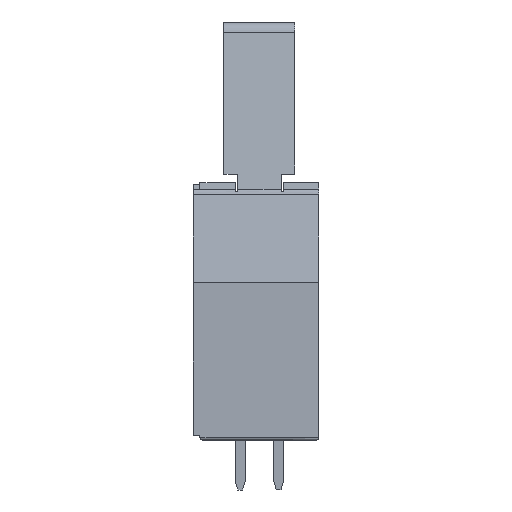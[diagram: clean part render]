
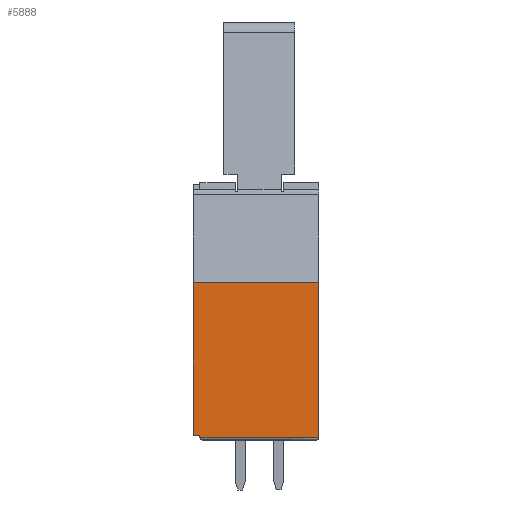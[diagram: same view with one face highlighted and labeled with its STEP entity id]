
A CAD part, left-side view. The second image highlights one B-rep face of the part: STEP entity #5888.
In plain terms, the highlighted planar face has unit normal (-1, 0, 0).
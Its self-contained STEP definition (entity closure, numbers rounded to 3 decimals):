
#5154=EDGE_CURVE('',#9808,#9174,#15380,.T.);
#5888=ADVANCED_FACE('',(#16181),#16182,.T.);
#6124=EDGE_CURVE('',#6614,#12134,#16441,.T.);
#6614=VERTEX_POINT('',#16974);
#9174=VERTEX_POINT('',#19830);
#9686=EDGE_CURVE('',#9808,#11776,#20385,.T.);
#9808=VERTEX_POINT('',#20520);
#10892=EDGE_CURVE('',#11776,#12722,#21756,.T.);
#11776=VERTEX_POINT('',#22720);
#12134=VERTEX_POINT('',#23110);
#12722=VERTEX_POINT('',#23754);
#13478=EDGE_CURVE('',#12722,#6614,#24576,.T.);
#15226=EDGE_CURVE('',#9174,#12134,#26477,.T.);
#15380=LINE('',#26647,#26648);
#16181=FACE_OUTER_BOUND('',#27825,.T.);
#16182=PLANE('',#27826);
#16441=LINE('',#28184,#28185);
#16974=CARTESIAN_POINT('',(-41.35,8.3,10.4));
#19830=CARTESIAN_POINT('',(-41.35,0.0,0.15));
#20385=LINE('',#33826,#33827);
#20520=CARTESIAN_POINT('',(-41.35,7.85,0.15));
#21756=LINE('',#35762,#35763);
#22720=CARTESIAN_POINT('',(-41.35,7.85,0.3));
#23110=CARTESIAN_POINT('',(-41.35,0.0,10.4));
#23754=CARTESIAN_POINT('',(-41.35,8.3,0.3));
#24576=LINE('',#39808,#39809);
#26477=LINE('',#42578,#42579);
#26647=CARTESIAN_POINT('',(-41.35,4.15,0.15));
#26648=VECTOR('',#42764,1.0);
#27825=EDGE_LOOP('',(#43607,#43608,#43609,#43610,#43611,#43612));
#27826=AXIS2_PLACEMENT_3D('',#43613,#43614,#43615);
#28184=CARTESIAN_POINT('',(-41.35,4.15,10.4));
#28185=VECTOR('',#43868,1.0);
#33826=CARTESIAN_POINT('',(-41.35,7.85,0.15));
#33827=VECTOR('',#47941,1.0);
#35762=CARTESIAN_POINT('',(-41.35,4.15,0.3));
#35763=VECTOR('',#49535,1.0);
#39808=CARTESIAN_POINT('',(-41.35,8.3,0.0));
#39809=VECTOR('',#52310,1.0);
#42578=CARTESIAN_POINT('',(-41.35,0.,0.0));
#42579=VECTOR('',#54101,1.0);
#42764=DIRECTION('',(0.0,-1.0,0.));
#43607=ORIENTED_EDGE('',*,*,#9686,.F.);
#43608=ORIENTED_EDGE('',*,*,#5154,.T.);
#43609=ORIENTED_EDGE('',*,*,#15226,.T.);
#43610=ORIENTED_EDGE('',*,*,#6124,.F.);
#43611=ORIENTED_EDGE('',*,*,#13478,.F.);
#43612=ORIENTED_EDGE('',*,*,#10892,.F.);
#43613=CARTESIAN_POINT('',(-41.35,0.,0.0));
#43614=DIRECTION('',(-1.0,0.0,0.0));
#43615=DIRECTION('',(0.0,-1.0,0.0));
#43868=DIRECTION('',(0.0,-1.0,0.));
#47941=DIRECTION('',(0.0,0.,1.0));
#49535=DIRECTION('',(0.0,1.0,0.));
#52310=DIRECTION('',(0.0,0.0,1.0));
#54101=DIRECTION('',(0.0,0.0,1.0));
